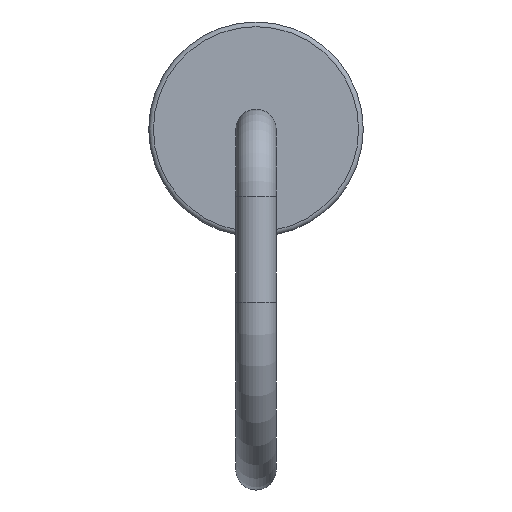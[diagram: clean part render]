
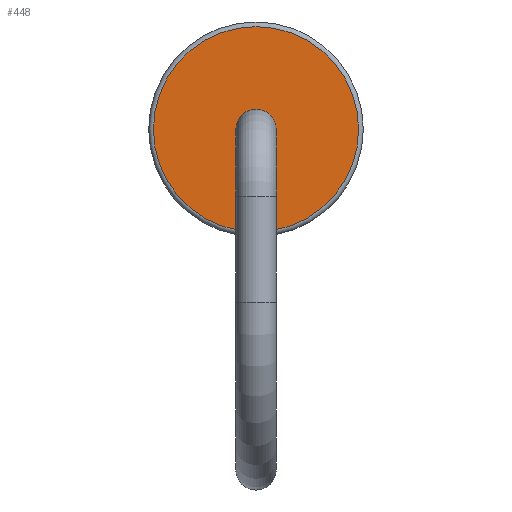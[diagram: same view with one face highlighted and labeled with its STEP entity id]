
A CAD part, front view. The second image highlights one B-rep face of the part: STEP entity #448.
In plain terms, the highlighted planar face has unit normal (0, -1, 0).
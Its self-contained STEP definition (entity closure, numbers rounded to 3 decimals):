
#427 = VERTEX_POINT('',#428);
#428 = CARTESIAN_POINT('',(1.53,1.4,0.));
#437 = EDGE_CURVE('',#427,#427,#438,.T.);
#438 = CIRCLE('',#439,1.53);
#439 = AXIS2_PLACEMENT_3D('',#440,#441,#442);
#440 = CARTESIAN_POINT('',(0.,1.4,0.));
#441 = DIRECTION('',(0.,-1.,0.));
#442 = DIRECTION('',(1.,0.,0.));
#448 = ADVANCED_FACE('',(#449,#452),#463,.F.);
#449 = FACE_BOUND('',#450,.F.);
#450 = EDGE_LOOP('',(#451));
#451 = ORIENTED_EDGE('',*,*,#437,.F.);
#452 = FACE_BOUND('',#453,.F.);
#453 = EDGE_LOOP('',(#454));
#454 = ORIENTED_EDGE('',*,*,#455,.T.);
#455 = EDGE_CURVE('',#456,#456,#458,.T.);
#456 = VERTEX_POINT('',#457);
#457 = CARTESIAN_POINT('',(0.3,1.4,0.));
#458 = CIRCLE('',#459,0.3);
#459 = AXIS2_PLACEMENT_3D('',#460,#461,#462);
#460 = CARTESIAN_POINT('',(0.,1.4,0.));
#461 = DIRECTION('',(0.,-1.,0.));
#462 = DIRECTION('',(1.,0.,0.));
#463 = PLANE('',#464);
#464 = AXIS2_PLACEMENT_3D('',#465,#466,#467);
#465 = CARTESIAN_POINT('',(0.,1.4,0.));
#466 = DIRECTION('',(0.,1.,0.));
#467 = DIRECTION('',(0.,0.,1.));
